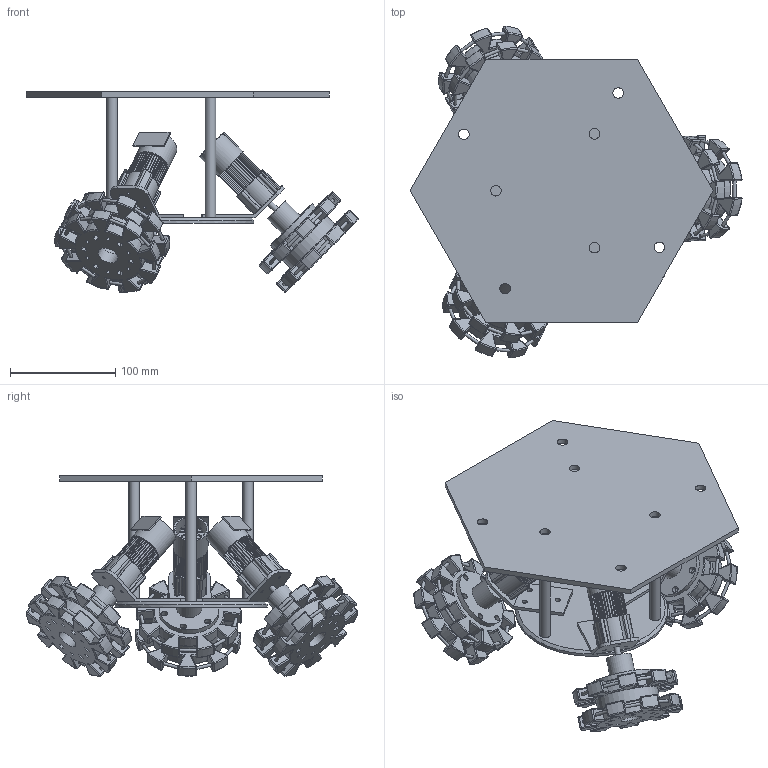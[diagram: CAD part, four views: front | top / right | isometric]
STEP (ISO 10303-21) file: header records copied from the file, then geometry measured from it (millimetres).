
FILE_DESCRIPTION(/* description */ (''),/* implementation_level */ '2;1');
FILE_NAME(/* name */ 'AssemBallbot_sanpoomGOD.step',/* time_stamp */ '2021-12-01T20:51:35+07:00',/* author */ (''),/* organization */ (''),/* preprocessor_version */ 'ST-DEVELOPER v18.1',/* originating_system */ 'Autodesk Translation Framework v10.10.0.1391',/* authorisation */ '');
FILE_SCHEMA (('AUTOMOTIVE_DESIGN { 1 0 10303 214 3 1 1 }'));
Products named in the file (3): AssemBallbot; BallBalancingRobot_Frame; omniwhee
Assembly tree (4 placements, depth 2):
  AssemBallbot
    BallBalancingRobot_Frame
    omniwhee  x3
Bounding box: 316.02 x 315.94 x 190.65 mm (x, y, z)
Volume: 1072707.6 mm3; surface area: 380212.8 mm2
Topology: 5 solids, 5 shells, 2419 faces, 6627 edges, 4053 vertices
Faces by surface type: plane 1207, cylinder 773, torus 222, sphere 216, cone 1
Full cylindrical faces by diameter (mm): 3 x72, 5 x24, 5.5 x6, 6 x18, 10 x10, 19.81 x6, 21.81 x3, 24 x3, 26.224 x3, 28 x3, 30 x3, 33 x3, 57 x3, 60 x3, 145 x1
Entity records: 53680 total; most frequent: CARTESIAN_POINT 10100, ORIENTED_EDGE 9274, DIRECTION 9080, EDGE_CURVE 4637, LINE 3202, VECTOR 3202, VERTEX_POINT 2951, AXIS2_PLACEMENT_3D 2939
